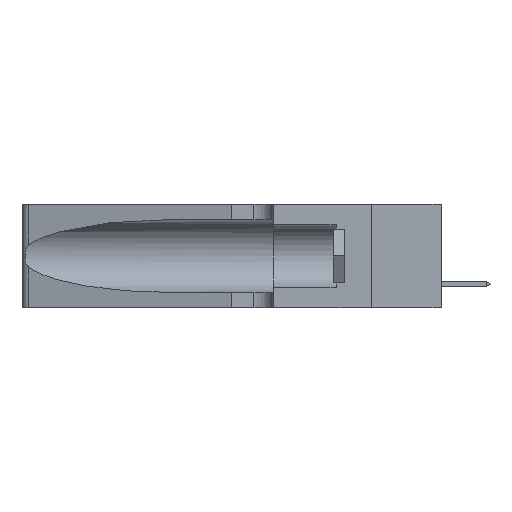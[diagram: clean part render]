
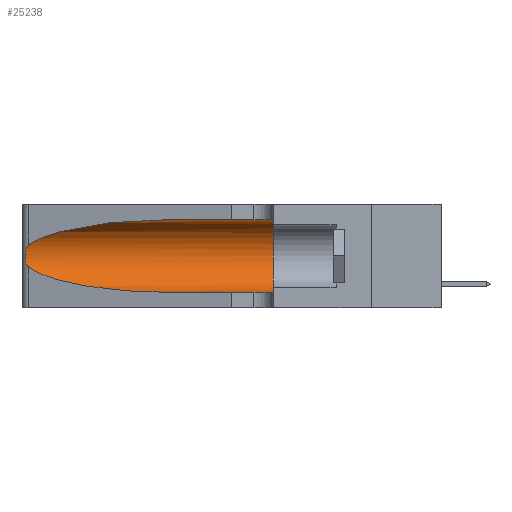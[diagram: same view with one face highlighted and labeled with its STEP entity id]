
A CAD part, left-side view. The second image highlights one B-rep face of the part: STEP entity #25238.
In plain terms, the highlighted cylindrical face has radius 3.308 mm (diameter 6.617 mm), a partial arc.
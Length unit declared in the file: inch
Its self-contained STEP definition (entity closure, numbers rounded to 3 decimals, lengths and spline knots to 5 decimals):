
#163 = CIRCLE ( 'NONE', #38039, 0.13025 ) ;
#1356 = EDGE_CURVE ( 'NONE', #27826, #33450, #27445, .T. ) ;
#1447 = CARTESIAN_POINT ( 'NONE',  ( 0.25787, 1.23484, 0.2124 ) ) ;
#1494 = CARTESIAN_POINT ( 'NONE',  ( 0.25487, 1.22718, 0.22369 ) ) ;
#1584 = CARTESIAN_POINT ( 'NONE',  ( 0.25487, 1.22718, 0.22369 ) ) ;
#1705 = CARTESIAN_POINT ( 'NONE',  ( 0.26017, 1.23833, 0.17102 ) ) ;
#2272 = EDGE_LOOP ( 'NONE', ( #29341, #34796, #15968, #14099, #18763, #29303 ) ) ;
#2804 = EDGE_CURVE ( 'NONE', #25688, #27826, #21044, .T. ) ;
#2957 = DIRECTION ( 'NONE',  ( 0., 0., 1. ) ) ;
#3990 = DIRECTION ( 'NONE',  ( 0., -1., 0. ) ) ;
#4002 =( BOUNDED_CURVE ( )  B_SPLINE_CURVE ( 3, ( #36819, #37337, #28265, #1494 ),
 .UNSPECIFIED., .F., .F. ) 
 B_SPLINE_CURVE_WITH_KNOTS ( ( 4, 4 ),
 ( 1.5708, 2.84003 ),
 .UNSPECIFIED. ) 
 CURVE ( )  GEOMETRIC_REPRESENTATION_ITEM ( )  RATIONAL_B_SPLINE_CURVE ( ( 1., 0.87, 0.87, 1. ) ) 
 REPRESENTATION_ITEM ( '' )  );
#4706 = AXIS2_PLACEMENT_3D ( 'NONE', #11198, #34770, #26019 ) ;
#4838 = CARTESIAN_POINT ( 'NONE',  ( 0.2373, 1.15595, 0.08982 ) ) ;
#7803 = CARTESIAN_POINT ( 'NONE',  ( 0.1305, 0.72297, 0.05475 ) ) ;
#7817 = CARTESIAN_POINT ( 'NONE',  ( 0.25555, 1.22993, 0.14849 ) ) ;
#8266 = DIRECTION ( 'NONE',  ( 0., -1., 0. ) ) ;
#11198 = CARTESIAN_POINT ( 'NONE',  ( 0.1305, 1.61858, 0.185 ) ) ;
#12539 = VECTOR ( 'NONE', #8266, 39.37008 ) ;
#12748 = CARTESIAN_POINT ( 'NONE',  ( 0.1305, 0.35, 0.05475 ) ) ;
#12913 = CARTESIAN_POINT ( 'NONE',  ( 0.1305, 1.61858, 0.05475 ) ) ;
#13523 = CARTESIAN_POINT ( 'NONE',  ( 0.26075, 1.23896, 0.19203 ) ) ;
#13776 = EDGE_CURVE ( 'NONE', #33173, #25688, #4002, .T. ) ;
#14099 = ORIENTED_EDGE ( 'NONE', *, *, #22928, .T. ) ;
#14346 = VERTEX_POINT ( 'NONE', #24787 ) ;
#15513 = EDGE_CURVE ( 'NONE', #33173, #14346, #35153, .T. ) ;
#15968 = ORIENTED_EDGE ( 'NONE', *, *, #1356, .T. ) ;
#16132 = CARTESIAN_POINT ( 'NONE',  ( 0.25487, 1.22718, 0.22369 ) ) ;
#16461 = CARTESIAN_POINT ( 'NONE',  ( 0.26075, 1.23896, 0.178 ) ) ;
#16578 = CARTESIAN_POINT ( 'NONE',  ( 0.25487, 1.22718, 0.14631 ) ) ;
#18763 = ORIENTED_EDGE ( 'NONE', *, *, #19927, .F. ) ;
#19927 = EDGE_CURVE ( 'NONE', #14346, #32690, #163, .T. ) ;
#21044 = B_SPLINE_CURVE_WITH_KNOTS ( 'NONE', 3,
 ( #1584, #37169, #22254, #1447, #22510, #36772, #13523, #16461, #1705, #22113, #34330, #25469, #7817, #28481 ),
 .UNSPECIFIED., .F., .F.,
 ( 4, 2, 2, 2, 2, 2, 4 ),
 ( 0., 0.00027, 0.00053, 0.00107, 0.0016, 0.00187, 0.00214 ),
 .UNSPECIFIED. ) ;
#21209 = LINE ( 'NONE', #12913, #27220 ) ;
#22113 = CARTESIAN_POINT ( 'NONE',  ( 0.25856, 1.23593, 0.16098 ) ) ;
#22254 = CARTESIAN_POINT ( 'NONE',  ( 0.25639, 1.23184, 0.21858 ) ) ;
#22510 = CARTESIAN_POINT ( 'NONE',  ( 0.25854, 1.2359, 0.20912 ) ) ;
#22928 = EDGE_CURVE ( 'NONE', #33450, #32690, #21209, .T. ) ;
#24787 = CARTESIAN_POINT ( 'NONE',  ( 0.1305, 0.35, 0.31525 ) ) ;
#25238 = ADVANCED_FACE ( 'NONE', ( #29354 ), #25610, .F. ) ;
#25448 = CARTESIAN_POINT ( 'NONE',  ( 0.18966, 0.96281, 0.05475 ) ) ;
#25469 = CARTESIAN_POINT ( 'NONE',  ( 0.25639, 1.23186, 0.15144 ) ) ;
#25610 = CYLINDRICAL_SURFACE ( 'NONE', #4706, 0.13025 ) ;
#25688 = VERTEX_POINT ( 'NONE', #16132 ) ;
#26019 = DIRECTION ( 'NONE',  ( 0., 0., -1. ) ) ;
#26277 = CARTESIAN_POINT ( 'NONE',  ( 0.1305, 0.72297, 0.31525 ) ) ;
#27220 = VECTOR ( 'NONE', #3990, 39.37008 ) ;
#27445 =( BOUNDED_CURVE ( )  B_SPLINE_CURVE ( 3, ( #16578, #4838, #25448, #7803 ),
 .UNSPECIFIED., .F., .F. ) 
 B_SPLINE_CURVE_WITH_KNOTS ( ( 4, 4 ),
 ( 3.44316, 4.71239 ),
 .UNSPECIFIED. ) 
 CURVE ( )  GEOMETRIC_REPRESENTATION_ITEM ( )  RATIONAL_B_SPLINE_CURVE ( ( 1., 0.87, 0.87, 1. ) ) 
 REPRESENTATION_ITEM ( '' )  );
#27826 = VERTEX_POINT ( 'NONE', #36358 ) ;
#28265 = CARTESIAN_POINT ( 'NONE',  ( 0.2373, 1.15595, 0.28018 ) ) ;
#28481 = CARTESIAN_POINT ( 'NONE',  ( 0.25487, 1.22718, 0.14631 ) ) ;
#29294 = CARTESIAN_POINT ( 'NONE',  ( 0.1305, 1.61858, 0.31525 ) ) ;
#29303 = ORIENTED_EDGE ( 'NONE', *, *, #15513, .F. ) ;
#29341 = ORIENTED_EDGE ( 'NONE', *, *, #13776, .T. ) ;
#29354 = FACE_OUTER_BOUND ( 'NONE', #2272, .T. ) ;
#32690 = VERTEX_POINT ( 'NONE', #12748 ) ;
#33173 = VERTEX_POINT ( 'NONE', #26277 ) ;
#33299 = CARTESIAN_POINT ( 'NONE',  ( 0.1305, 0.72297, 0.05475 ) ) ;
#33450 = VERTEX_POINT ( 'NONE', #33299 ) ;
#34330 = CARTESIAN_POINT ( 'NONE',  ( 0.25789, 1.23486, 0.15765 ) ) ;
#34770 = DIRECTION ( 'NONE',  ( 0., -1., 0. ) ) ;
#34796 = ORIENTED_EDGE ( 'NONE', *, *, #2804, .T. ) ;
#35153 = LINE ( 'NONE', #29294, #12539 ) ;
#36044 = CARTESIAN_POINT ( 'NONE',  ( 0.1305, 0.35, 0.185 ) ) ;
#36358 = CARTESIAN_POINT ( 'NONE',  ( 0.25487, 1.22718, 0.14631 ) ) ;
#36772 = CARTESIAN_POINT ( 'NONE',  ( 0.26018, 1.23835, 0.19895 ) ) ;
#36819 = CARTESIAN_POINT ( 'NONE',  ( 0.1305, 0.72297, 0.31525 ) ) ;
#37169 = CARTESIAN_POINT ( 'NONE',  ( 0.25555, 1.22994, 0.2215 ) ) ;
#37337 = CARTESIAN_POINT ( 'NONE',  ( 0.18966, 0.96281, 0.31525 ) ) ;
#38039 = AXIS2_PLACEMENT_3D ( 'NONE', #36044, #38125, #2957 ) ;
#38125 = DIRECTION ( 'NONE',  ( 0., 1., 0. ) ) ;
